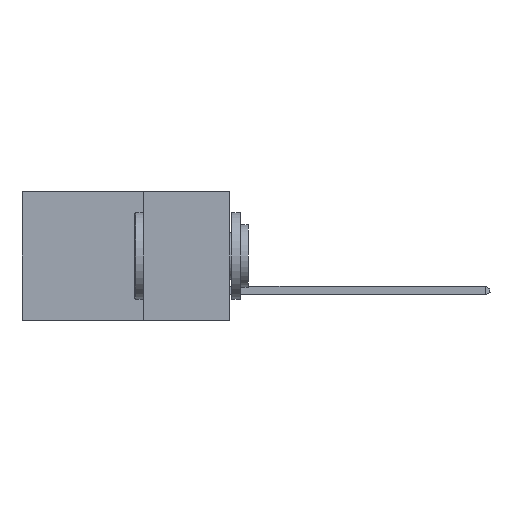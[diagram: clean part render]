
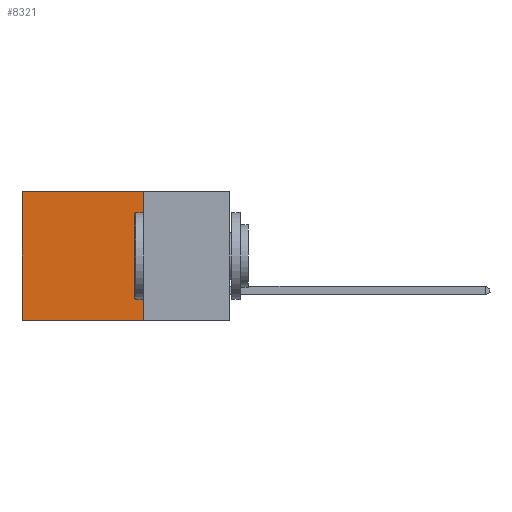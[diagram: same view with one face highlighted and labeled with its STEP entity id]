
A CAD part, left-side view. The second image highlights one B-rep face of the part: STEP entity #8321.
In plain terms, the highlighted planar face has unit normal (-1, 0, 0).
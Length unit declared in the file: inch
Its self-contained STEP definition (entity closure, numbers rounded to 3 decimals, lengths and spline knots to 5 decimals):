
#192 = VERTEX_POINT ( 'NONE', #2299 ) ;
#562 = LINE ( 'NONE', #967, #7576 ) ;
#746 = CARTESIAN_POINT ( 'NONE',  ( 0.298, 0.6, -0.37 ) ) ;
#909 = DIRECTION ( 'NONE',  ( 1., 0., 0. ) ) ;
#967 = CARTESIAN_POINT ( 'NONE',  ( 0.298, 0.25, 0. ) ) ;
#1492 = CARTESIAN_POINT ( 'NONE',  ( 0.298, 0.6, 0. ) ) ;
#2003 = PLANE ( 'NONE',  #12920 ) ;
#2094 = VECTOR ( 'NONE', #2321, 39.37008 ) ;
#2299 = CARTESIAN_POINT ( 'NONE',  ( 0.298, 0.25, -0.37 ) ) ;
#2321 = DIRECTION ( 'NONE',  ( 0., 1., 0. ) ) ;
#2492 = FACE_OUTER_BOUND ( 'NONE', #13684, .T. ) ;
#2661 = LINE ( 'NONE', #4191, #7970 ) ;
#3932 = EDGE_CURVE ( 'NONE', #6302, #192, #6982, .T. ) ;
#4109 = ORIENTED_EDGE ( 'NONE', *, *, #12236, .F. ) ;
#4191 = CARTESIAN_POINT ( 'NONE',  ( 0.298, 0.6, 0. ) ) ;
#5680 = CARTESIAN_POINT ( 'NONE',  ( 0.298, 0.25, 0. ) ) ;
#6302 = VERTEX_POINT ( 'NONE', #15324 ) ;
#6474 = CARTESIAN_POINT ( 'NONE',  ( 0.298, 0.25, -0.37 ) ) ;
#6811 = CARTESIAN_POINT ( 'NONE',  ( 0.298, 0.25, 0. ) ) ;
#6982 = LINE ( 'NONE', #6811, #13086 ) ;
#7152 = DIRECTION ( 'NONE',  ( 0., 1., 0. ) ) ;
#7576 = VECTOR ( 'NONE', #7152, 39.37008 ) ;
#7589 = LINE ( 'NONE', #6474, #2094 ) ;
#7970 = VECTOR ( 'NONE', #13852, 39.37008 ) ;
#8029 = DIRECTION ( 'NONE',  ( 0., 0., -1. ) ) ;
#8321 = ADVANCED_FACE ( 'NONE', ( #2492 ), #2003, .F. ) ;
#9079 = EDGE_CURVE ( 'NONE', #13088, #13259, #2661, .T. ) ;
#9624 = EDGE_CURVE ( 'NONE', #6302, #13088, #562, .T. ) ;
#10437 = ORIENTED_EDGE ( 'NONE', *, *, #9624, .T. ) ;
#10502 = DIRECTION ( 'NONE',  ( 0., 0., -1. ) ) ;
#11647 = ORIENTED_EDGE ( 'NONE', *, *, #9079, .T. ) ;
#12236 = EDGE_CURVE ( 'NONE', #192, #13259, #7589, .T. ) ;
#12920 = AXIS2_PLACEMENT_3D ( 'NONE', #5680, #909, #10502 ) ;
#13086 = VECTOR ( 'NONE', #8029, 39.37008 ) ;
#13088 = VERTEX_POINT ( 'NONE', #1492 ) ;
#13259 = VERTEX_POINT ( 'NONE', #746 ) ;
#13275 = ORIENTED_EDGE ( 'NONE', *, *, #3932, .F. ) ;
#13684 = EDGE_LOOP ( 'NONE', ( #11647, #4109, #13275, #10437 ) ) ;
#13852 = DIRECTION ( 'NONE',  ( 0., 0., -1. ) ) ;
#15324 = CARTESIAN_POINT ( 'NONE',  ( 0.298, 0.25, 0. ) ) ;
